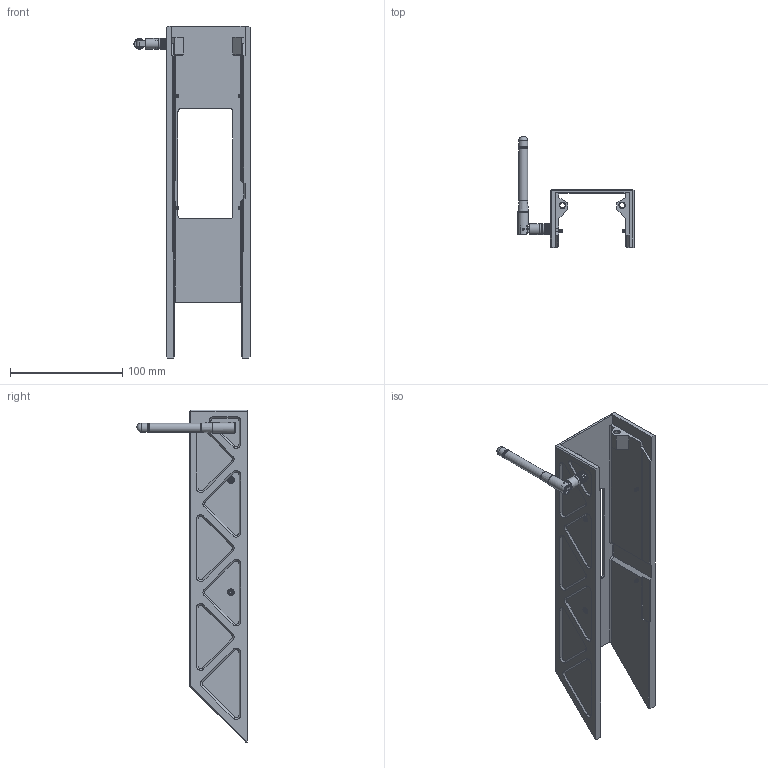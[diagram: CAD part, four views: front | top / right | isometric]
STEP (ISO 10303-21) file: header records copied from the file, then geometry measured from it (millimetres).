
FILE_DESCRIPTION(/* description */ (''),/* implementation_level */ '2;1');
FILE_NAME(/* name */ 'Cover_V1.step',/* time_stamp */ '2025-04-27T23:23:35-07:00',/* author */ (''),/* organization */ (''),/* preprocessor_version */ 'ST-DEVELOPER v20.1',/* originating_system */ 'Autodesk Translation Framework v14.4.0.0',/* authorisation */ '');
FILE_SCHEMA (('AUTOMOTIVE_DESIGN { 1 0 10303 214 3 1 1 }'));
Length unit declared in the file: millimetre
Products named in the file (12): Cover; Cover_1; 91292A010_18-8 Stainless Steel Socket Head Screw; 91292A010_18-8 Stainless Steel Socket Head Screw_1; Antenna; Bottom_Radio_Antenna; Top_Radio_Antenna; Screw_Radio_Antenna; Insert_Radio_Antenna; Wire_Top_Radio_Antenna; Wire_Radio_Antenna; Pin_Radio_Antenna
Assembly tree (14 placements, depth 3):
  Cover
    Cover_1
      91292A010_18-8 Stainless Steel Socket Head Screw  x2
      91292A010_18-8 Stainless Steel Socket Head Screw_1  x2
    Antenna
      Bottom_Radio_Antenna
      Top_Radio_Antenna
      Screw_Radio_Antenna
      Insert_Radio_Antenna
      Pin_Radio_Antenna  x2
      Wire_Top_Radio_Antenna
      Wire_Radio_Antenna
Bounding box: 103.6 x 98.85 x 296.1 mm (x, y, z)
Volume: 215852.8 mm3; surface area: 93074.9 mm2
Topology: 13 solids, 13 shells, 708 faces, 1696 edges, 1094 vertices
Faces by surface type: plane 345, cylinder 245, cone 91, bspline 13, torus 11, sphere 3
Full cylindrical faces by diameter (mm): 0.9 x2, 1.5 x6, 1.915 x48, 2 x4, 2.5 x48, 3 x4, 4 x3, 4.5 x4, 4.699 x2, 5 x3, 5.134 x3, 6 x4, 7.5 x6, 8 x3, 8.5 x2, 9.5 x3
Entity records: 24920 total; most frequent: CARTESIAN_POINT 10423, DIRECTION 2988, ORIENTED_EDGE 2882, EDGE_CURVE 1441, AXIS2_PLACEMENT_3D 1118, VERTEX_POINT 934, LINE 752, VECTOR 752
